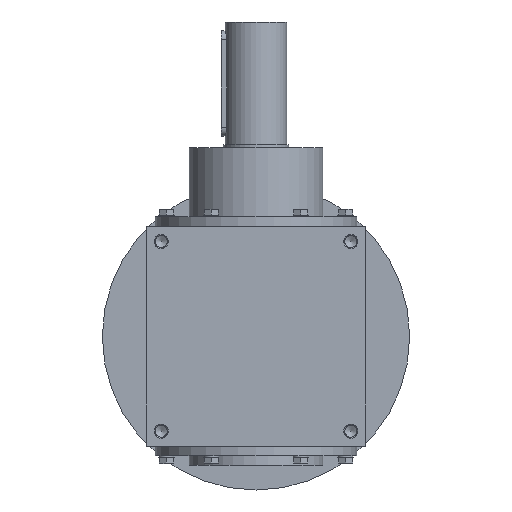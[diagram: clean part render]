
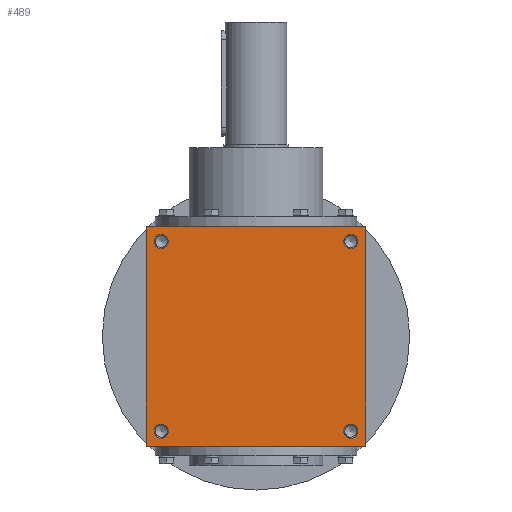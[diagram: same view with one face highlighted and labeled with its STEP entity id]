
A CAD part, left-side view. The second image highlights one B-rep face of the part: STEP entity #489.
In plain terms, the highlighted face is planar.
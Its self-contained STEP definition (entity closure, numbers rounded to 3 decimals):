
#489 = ADVANCED_FACE( '', ( #1000, #1001, #1002, #1003, #1004 ), #1005, .F. );
#1000 = FACE_BOUND( '', #1765, .T. );
#1001 = FACE_BOUND( '', #1766, .T. );
#1002 = FACE_BOUND( '', #1767, .T. );
#1003 = FACE_BOUND( '', #1768, .T. );
#1004 = FACE_OUTER_BOUND( '', #1769, .T. );
#1005 = PLANE( '', #1770 );
#1765 = EDGE_LOOP( '', ( #2569 ) );
#1766 = EDGE_LOOP( '', ( #2570 ) );
#1767 = EDGE_LOOP( '', ( #2571 ) );
#1768 = EDGE_LOOP( '', ( #2572 ) );
#1769 = EDGE_LOOP( '', ( #2573, #2574, #2575, #2576 ) );
#1770 = AXIS2_PLACEMENT_3D( '', #2577, #2578, #2579 );
#2569 = ORIENTED_EDGE( '', *, *, #3989, .F. );
#2570 = ORIENTED_EDGE( '', *, *, #3990, .T. );
#2571 = ORIENTED_EDGE( '', *, *, #3991, .F. );
#2572 = ORIENTED_EDGE( '', *, *, #3992, .T. );
#2573 = ORIENTED_EDGE( '', *, *, #3993, .F. );
#2574 = ORIENTED_EDGE( '', *, *, #3994, .F. );
#2575 = ORIENTED_EDGE( '', *, *, #3995, .F. );
#2576 = ORIENTED_EDGE( '', *, *, #3996, .F. );
#2577 = CARTESIAN_POINT( '', ( 0., 0., -125. ) );
#2578 = DIRECTION( '', ( 0., 0., 1. ) );
#2579 = DIRECTION( '', ( 1., 0., 0. ) );
#3989 = EDGE_CURVE( '', #4578, #4578, #4579, .T. );
#3990 = EDGE_CURVE( '', #4580, #4580, #4581, .T. );
#3991 = EDGE_CURVE( '', #4582, #4582, #4583, .T. );
#3992 = EDGE_CURVE( '', #4584, #4584, #4585, .T. );
#3993 = EDGE_CURVE( '', #4586, #4587, #4588, .T. );
#3994 = EDGE_CURVE( '', #4589, #4586, #4590, .T. );
#3995 = EDGE_CURVE( '', #4591, #4589, #4592, .T. );
#3996 = EDGE_CURVE( '', #4587, #4591, #4593, .T. );
#4578 = VERTEX_POINT( '', #5403 );
#4579 = CIRCLE( '', #5404, 8. );
#4580 = VERTEX_POINT( '', #5405 );
#4581 = CIRCLE( '', #5406, 8. );
#4582 = VERTEX_POINT( '', #5407 );
#4583 = CIRCLE( '', #5408, 8. );
#4584 = VERTEX_POINT( '', #5409 );
#4585 = CIRCLE( '', #5410, 8. );
#4586 = VERTEX_POINT( '', #5411 );
#4587 = VERTEX_POINT( '', #5412 );
#4588 = LINE( '', #5413, #5414 );
#4589 = VERTEX_POINT( '', #5415 );
#4590 = LINE( '', #5416, #5417 );
#4591 = VERTEX_POINT( '', #5418 );
#4592 = LINE( '', #5419, #5420 );
#4593 = LINE( '', #5421, #5422 );
#5403 = CARTESIAN_POINT( '', ( -116., 108., -125. ) );
#5404 = AXIS2_PLACEMENT_3D( '', #6409, #6410, #6411 );
#5405 = CARTESIAN_POINT( '', ( 116., 108., -125. ) );
#5406 = AXIS2_PLACEMENT_3D( '', #6412, #6413, #6414 );
#5407 = CARTESIAN_POINT( '', ( -116., -108., -125. ) );
#5408 = AXIS2_PLACEMENT_3D( '', #6415, #6416, #6417 );
#5409 = CARTESIAN_POINT( '', ( 116., -108., -125. ) );
#5410 = AXIS2_PLACEMENT_3D( '', #6418, #6419, #6420 );
#5411 = CARTESIAN_POINT( '', ( -125., 125., -125. ) );
#5412 = CARTESIAN_POINT( '', ( -125., -125., -125. ) );
#5413 = CARTESIAN_POINT( '', ( -125., 125., -125. ) );
#5414 = VECTOR( '', #6421, 1000. );
#5415 = CARTESIAN_POINT( '', ( 125., 125., -125. ) );
#5416 = CARTESIAN_POINT( '', ( 125., 125., -125. ) );
#5417 = VECTOR( '', #6422, 1000. );
#5418 = CARTESIAN_POINT( '', ( 125., -125., -125. ) );
#5419 = CARTESIAN_POINT( '', ( 125., -125., -125. ) );
#5420 = VECTOR( '', #6423, 1000. );
#5421 = CARTESIAN_POINT( '', ( -125., -125., -125. ) );
#5422 = VECTOR( '', #6424, 1000. );
#6409 = CARTESIAN_POINT( '', ( -108., 108., -125. ) );
#6410 = DIRECTION( '', ( 0., 0., -1. ) );
#6411 = DIRECTION( '', ( -1., 0., 0. ) );
#6412 = CARTESIAN_POINT( '', ( 108., 108., -125. ) );
#6413 = DIRECTION( '', ( 0., 0., 1. ) );
#6414 = DIRECTION( '', ( 1., 0., 0. ) );
#6415 = CARTESIAN_POINT( '', ( -108., -108., -125. ) );
#6416 = DIRECTION( '', ( 0., 0., -1. ) );
#6417 = DIRECTION( '', ( -1., 0., 0. ) );
#6418 = CARTESIAN_POINT( '', ( 108., -108., -125. ) );
#6419 = DIRECTION( '', ( 0., 0., 1. ) );
#6420 = DIRECTION( '', ( 1., 0., 0. ) );
#6421 = DIRECTION( '', ( 0., -1., 0. ) );
#6422 = DIRECTION( '', ( -1., 0., 0. ) );
#6423 = DIRECTION( '', ( 0., 1., 0. ) );
#6424 = DIRECTION( '', ( 1., 0., 0. ) );
